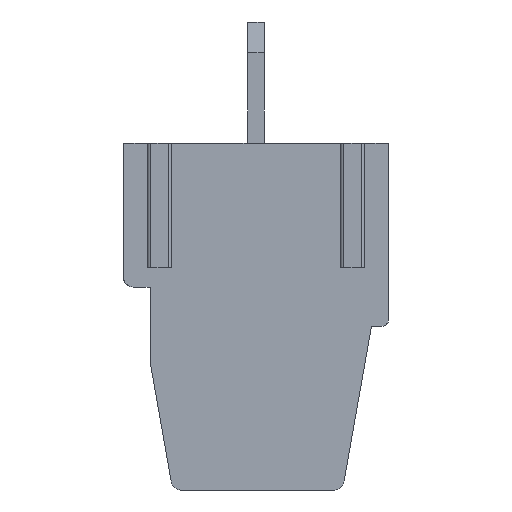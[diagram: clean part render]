
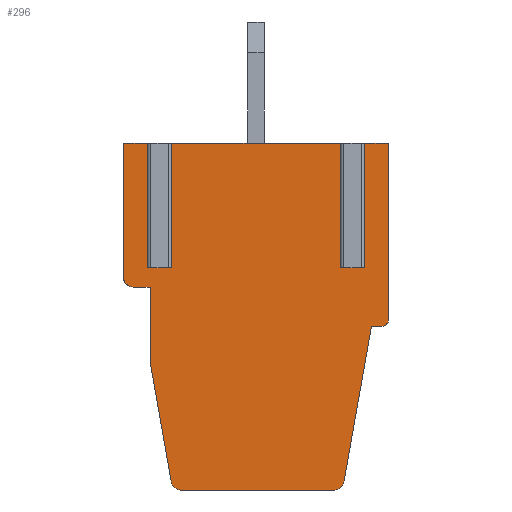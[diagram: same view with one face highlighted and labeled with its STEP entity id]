
A CAD part, front view. The second image highlights one B-rep face of the part: STEP entity #296.
In plain terms, the highlighted planar face has unit normal (0, -1, 0).
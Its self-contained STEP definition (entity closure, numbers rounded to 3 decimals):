
#296 = ADVANCED_FACE( '', ( #688 ), #689, .F. );
#688 = FACE_OUTER_BOUND( '', #1181, .T. );
#689 = PLANE( '', #1182 );
#1181 = EDGE_LOOP( '', ( #2024, #2025, #2026, #2027, #2028, #2029, #2030, #2031, #2032, #2033, #2034, #2035, #2036, #2037, #2038, #2039, #2040, #2041, #2042, #2043, #2044 ) );
#1182 = AXIS2_PLACEMENT_3D( '', #2045, #2046, #2047 );
#2024 = ORIENTED_EDGE( '', *, *, #3162, .F. );
#2025 = ORIENTED_EDGE( '', *, *, #3315, .T. );
#2026 = ORIENTED_EDGE( '', *, *, #3316, .T. );
#2027 = ORIENTED_EDGE( '', *, *, #3057, .T. );
#2028 = ORIENTED_EDGE( '', *, *, #3311, .F. );
#2029 = ORIENTED_EDGE( '', *, *, #3317, .T. );
#2030 = ORIENTED_EDGE( '', *, *, #3318, .T. );
#2031 = ORIENTED_EDGE( '', *, *, #3319, .T. );
#2032 = ORIENTED_EDGE( '', *, *, #3320, .T. );
#2033 = ORIENTED_EDGE( '', *, *, #3321, .F. );
#2034 = ORIENTED_EDGE( '', *, *, #3322, .F. );
#2035 = ORIENTED_EDGE( '', *, *, #3323, .F. );
#2036 = ORIENTED_EDGE( '', *, *, #3247, .T. );
#2037 = ORIENTED_EDGE( '', *, *, #3324, .T. );
#2038 = ORIENTED_EDGE( '', *, *, #3281, .T. );
#2039 = ORIENTED_EDGE( '', *, *, #3325, .F. );
#2040 = ORIENTED_EDGE( '', *, *, #3211, .F. );
#2041 = ORIENTED_EDGE( '', *, *, #3142, .T. );
#2042 = ORIENTED_EDGE( '', *, *, #3326, .T. );
#2043 = ORIENTED_EDGE( '', *, *, #3327, .T. );
#2044 = ORIENTED_EDGE( '', *, *, #3222, .T. );
#2045 = CARTESIAN_POINT( '', ( 0.298, -10.2, -4.395 ) );
#2046 = DIRECTION( '', ( 0., 1., 0. ) );
#2047 = DIRECTION( '', ( -1., 0., 0. ) );
#3057 = EDGE_CURVE( '', #3698, #3702, #3704, .T. );
#3142 = EDGE_CURVE( '', #3845, #3847, #3849, .F. );
#3162 = EDGE_CURVE( '', #3883, #3885, #3886, .T. );
#3211 = EDGE_CURVE( '', #3845, #3966, #3968, .T. );
#3222 = EDGE_CURVE( '', #3984, #3885, #3987, .T. );
#3247 = EDGE_CURVE( '', #4022, #4024, #4026, .F. );
#3281 = EDGE_CURVE( '', #4075, #4077, #4079, .F. );
#3311 = EDGE_CURVE( '', #4122, #3702, #4124, .T. );
#3315 = EDGE_CURVE( '', #3883, #4129, #4130, .F. );
#3316 = EDGE_CURVE( '', #4129, #3698, #4131, .T. );
#3317 = EDGE_CURVE( '', #4122, #4132, #4133, .F. );
#3318 = EDGE_CURVE( '', #4132, #4134, #4135, .T. );
#3319 = EDGE_CURVE( '', #4134, #4136, #4137, .T. );
#3320 = EDGE_CURVE( '', #4136, #4138, #4139, .F. );
#3321 = EDGE_CURVE( '', #4140, #4138, #4141, .T. );
#3322 = EDGE_CURVE( '', #4142, #4140, #4143, .T. );
#3323 = EDGE_CURVE( '', #4022, #4142, #4144, .T. );
#3324 = EDGE_CURVE( '', #4024, #4075, #4145, .T. );
#3325 = EDGE_CURVE( '', #3966, #4077, #4146, .T. );
#3326 = EDGE_CURVE( '', #3847, #4147, #4148, .T. );
#3327 = EDGE_CURVE( '', #4147, #3984, #4149, .T. );
#3698 = VERTEX_POINT( '', #4625 );
#3702 = VERTEX_POINT( '', #4630 );
#3704 = LINE( '', #4632, #4633 );
#3845 = VERTEX_POINT( '', #4835 );
#3847 = VERTEX_POINT( '', #4838 );
#3849 = CIRCLE( '', #4841, 0.198 );
#3883 = VERTEX_POINT( '', #4892 );
#3885 = VERTEX_POINT( '', #4894 );
#3886 = LINE( '', #4895, #4896 );
#3966 = VERTEX_POINT( '', #5011 );
#3968 = LINE( '', #5014, #5015 );
#3984 = VERTEX_POINT( '', #5037 );
#3987 = LINE( '', #5041, #5042 );
#4022 = VERTEX_POINT( '', #5089 );
#4024 = VERTEX_POINT( '', #5092 );
#4026 = CIRCLE( '', #5095, 0.298 );
#4075 = VERTEX_POINT( '', #5164 );
#4077 = VERTEX_POINT( '', #5167 );
#4079 = CIRCLE( '', #5170, 0.298 );
#4122 = VERTEX_POINT( '', #5231 );
#4124 = LINE( '', #5233, #5234 );
#4129 = VERTEX_POINT( '', #5240 );
#4130 = LINE( '', #5241, #5242 );
#4131 = LINE( '', #5243, #5244 );
#4132 = VERTEX_POINT( '', #5245 );
#4133 = LINE( '', #5246, #5247 );
#4134 = VERTEX_POINT( '', #5248 );
#4135 = LINE( '', #5249, #5250 );
#4136 = VERTEX_POINT( '', #5251 );
#4137 = LINE( '', #5252, #5253 );
#4138 = VERTEX_POINT( '', #5254 );
#4139 = CIRCLE( '', #5255, 0.298 );
#4140 = VERTEX_POINT( '', #5256 );
#4141 = LINE( '', #5257, #5258 );
#4142 = VERTEX_POINT( '', #5259 );
#4143 = LINE( '', #5260, #5261 );
#4144 = LINE( '', #5262, #5263 );
#4145 = LINE( '', #5264, #5265 );
#4146 = LINE( '', #5266, #5267 );
#4147 = VERTEX_POINT( '', #5268 );
#4148 = LINE( '', #5269, #5270 );
#4149 = LINE( '', #5271, #5272 );
#4625 = CARTESIAN_POINT( '', ( 1.47, -10.2, 0. ) );
#4630 = CARTESIAN_POINT( '', ( 1.47, -10.2, -3.8 ) );
#4632 = CARTESIAN_POINT( '', ( 1.47, -10.2, 0. ) );
#4633 = VECTOR( '', #5844, 1000. );
#4835 = CARTESIAN_POINT( '', ( 7.898, -10.2, -5.596 ) );
#4838 = CARTESIAN_POINT( '', ( 8.096, -10.2, -5.398 ) );
#4841 = AXIS2_PLACEMENT_3D( '', #5920, #5921, #5922 );
#4892 = CARTESIAN_POINT( '', ( 6.63, -10.2, -3.8 ) );
#4894 = CARTESIAN_POINT( '', ( 7.37, -10.2, -3.8 ) );
#4895 = CARTESIAN_POINT( '', ( 6.68, -10.2, -3.8 ) );
#4896 = VECTOR( '', #5942, 1000. );
#5011 = CARTESIAN_POINT( '', ( 7.577, -10.2, -5.596 ) );
#5014 = CARTESIAN_POINT( '', ( 8.096, -10.2, -5.596 ) );
#5015 = VECTOR( '', #5993, 1000. );
#5037 = CARTESIAN_POINT( '', ( 7.37, -10.2, 0. ) );
#5041 = CARTESIAN_POINT( '', ( 7.37, -10.2, 0. ) );
#5042 = VECTOR( '', #6004, 1000. );
#5089 = CARTESIAN_POINT( '', ( 1.451, -10.2, -10.317 ) );
#5092 = CARTESIAN_POINT( '', ( 1.748, -10.2, -10.6 ) );
#5095 = AXIS2_PLACEMENT_3D( '', #6031, #6032, #6033 );
#5164 = CARTESIAN_POINT( '', ( 6.448, -10.2, -10.6 ) );
#5167 = CARTESIAN_POINT( '', ( 6.745, -10.2, -10.317 ) );
#5170 = AXIS2_PLACEMENT_3D( '', #6065, #6066, #6067 );
#5231 = CARTESIAN_POINT( '', ( 0.73, -10.2, -3.8 ) );
#5233 = CARTESIAN_POINT( '', ( 0.78, -10.2, -3.8 ) );
#5234 = VECTOR( '', #6101, 1000. );
#5240 = CARTESIAN_POINT( '', ( 6.63, -10.2, 0. ) );
#5241 = CARTESIAN_POINT( '', ( 6.63, -10.2, 0. ) );
#5242 = VECTOR( '', #6106, 1000. );
#5243 = CARTESIAN_POINT( '', ( 3.497, -10.2, 0. ) );
#5244 = VECTOR( '', #6107, 1000. );
#5245 = CARTESIAN_POINT( '', ( 0.73, -10.2, 0. ) );
#5246 = CARTESIAN_POINT( '', ( 0.73, -10.2, 0. ) );
#5247 = VECTOR( '', #6108, 1000. );
#5248 = CARTESIAN_POINT( '', ( 0., -10.2, 0. ) );
#5249 = CARTESIAN_POINT( '', ( 3.497, -10.2, 0. ) );
#5250 = VECTOR( '', #6109, 1000. );
#5251 = CARTESIAN_POINT( '', ( 0., -10.2, -4.098 ) );
#5252 = CARTESIAN_POINT( '', ( 0., -10.2, 0. ) );
#5253 = VECTOR( '', #6110, 1000. );
#5254 = CARTESIAN_POINT( '', ( 0.298, -10.2, -4.395 ) );
#5255 = AXIS2_PLACEMENT_3D( '', #6111, #6112, #6113 );
#5256 = CARTESIAN_POINT( '', ( 0.814, -10.2, -4.395 ) );
#5257 = CARTESIAN_POINT( '', ( 0.814, -10.2, -4.395 ) );
#5258 = VECTOR( '', #6114, 1000. );
#5259 = CARTESIAN_POINT( '', ( 0.814, -10.2, -6.704 ) );
#5260 = CARTESIAN_POINT( '', ( 0.814, -10.2, -6.704 ) );
#5261 = VECTOR( '', #6115, 1000. );
#5262 = CARTESIAN_POINT( '', ( 1.498, -10.2, -10.587 ) );
#5263 = VECTOR( '', #6116, 1000. );
#5264 = CARTESIAN_POINT( '', ( 4.098, -10.2, -10.6 ) );
#5265 = VECTOR( '', #6117, 1000. );
#5266 = CARTESIAN_POINT( '', ( 7.577, -10.2, -5.596 ) );
#5267 = VECTOR( '', #6118, 1000. );
#5268 = CARTESIAN_POINT( '', ( 8.096, -10.2, 0. ) );
#5269 = CARTESIAN_POINT( '', ( 8.096, -10.2, 0. ) );
#5270 = VECTOR( '', #6119, 1000. );
#5271 = CARTESIAN_POINT( '', ( 3.497, -10.2, 0. ) );
#5272 = VECTOR( '', #6120, 1000. );
#5844 = DIRECTION( '', ( 0., 0., -1. ) );
#5920 = CARTESIAN_POINT( '', ( 7.898, -10.2, -5.398 ) );
#5921 = DIRECTION( '', ( 0., 1., 0. ) );
#5922 = DIRECTION( '', ( 0., 0., 1. ) );
#5942 = DIRECTION( '', ( 1., 0., 0. ) );
#5993 = DIRECTION( '', ( -1., 0., 0. ) );
#6004 = DIRECTION( '', ( 0., 0., -1. ) );
#6031 = CARTESIAN_POINT( '', ( 1.748, -10.2, -10.302 ) );
#6032 = DIRECTION( '', ( 0., 1., 0. ) );
#6033 = DIRECTION( '', ( 0., 0., 1. ) );
#6065 = CARTESIAN_POINT( '', ( 6.448, -10.2, -10.302 ) );
#6066 = DIRECTION( '', ( 0., 1., 0. ) );
#6067 = DIRECTION( '', ( 0., 0., 1. ) );
#6101 = DIRECTION( '', ( 1., 0., 0. ) );
#6106 = DIRECTION( '', ( 0., 0., -1. ) );
#6107 = DIRECTION( '', ( -1., 0., 0. ) );
#6108 = DIRECTION( '', ( 0., 0., -1. ) );
#6109 = DIRECTION( '', ( -1., 0., 0. ) );
#6110 = DIRECTION( '', ( 0., 0., -1. ) );
#6111 = CARTESIAN_POINT( '', ( 0.298, -10.2, -4.098 ) );
#6112 = DIRECTION( '', ( 0., 1., 0. ) );
#6113 = DIRECTION( '', ( 0., 0., 1. ) );
#6114 = DIRECTION( '', ( -1., 0., 0. ) );
#6115 = DIRECTION( '', ( 0., 0., 1. ) );
#6116 = DIRECTION( '', ( -0.174, 0., 0.985 ) );
#6117 = DIRECTION( '', ( 1., 0., 0. ) );
#6118 = DIRECTION( '', ( -0.174, 0., -0.985 ) );
#6119 = DIRECTION( '', ( 0., 0., 1. ) );
#6120 = DIRECTION( '', ( -1., 0., 0. ) );
